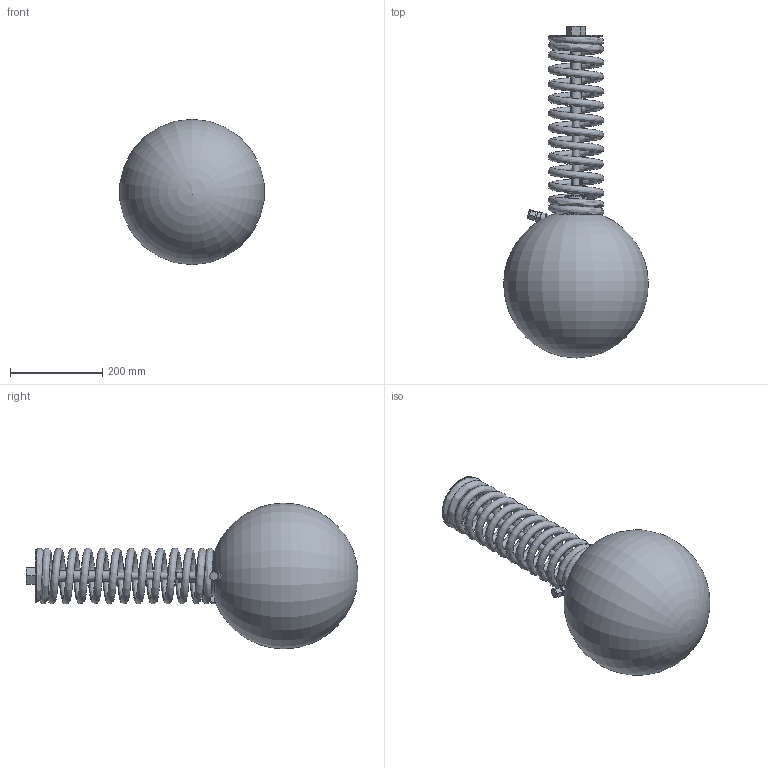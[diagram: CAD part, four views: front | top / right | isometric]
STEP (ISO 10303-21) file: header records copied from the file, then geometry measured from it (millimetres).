
FILE_DESCRIPTION (( 'STEP AP214' ), '1' );
FILE_NAME ('003G1001R.ZLSZXJG.DA1.Z32╱ZA3 自力式阀后控制执行机构组件250305.STEP', '2025-03-05T11:36:05', ( '' ), ( '' ), 'SwSTEP 2.0', 'SolidWorks 2020', '' );
FILE_SCHEMA (( 'AUTOMOTIVE_DESIGN' ));
Length unit declared in the file: millimetre
Products named in the file (1): 003G1001R.ZLSZXJG.DA1.Z32╱ZA3 自力式阀后控制执行机构组件250305
Bounding box: 312.29 x 718.11 x 314.59 mm (x, y, z)
Volume: 14135922.2 mm3; surface area: 722450.3 mm2
Topology: 1 solids, 18 shells, 789 faces, 1833 edges, 1143 vertices
Faces by surface type: plane 324, cone 292, cylinder 132, torus 30, bspline 11
Full cylindrical faces by diameter (mm): 8 x48, 8.3 x12, 8.5 x1, 12 x1, 13.5 x1, 14.5 x2, 16 x2, 17.4 x1, 18 x1, 18.5 x1, 20 x2, 21.8 x1, 22 x2, 24 x1, 24.8 x1, 25 x1, 28.5 x1, 30 x2, 32 x1, 38.5 x2, 116 x3, 128 x1, 165 x4, 172 x2
Entity records: 36538 total; most frequent: CARTESIAN_POINT 12019, DIRECTION 3092, ORIENTED_EDGE 3072, EDGE_CURVE 1536, AXIS2_PLACEMENT_3D 1357, EDGE_LOOP 1120, VERTEX_POINT 1032, FACE_OUTER_BOUND 910
